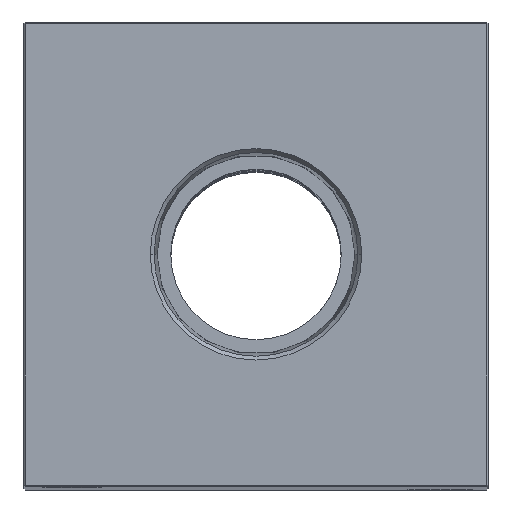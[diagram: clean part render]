
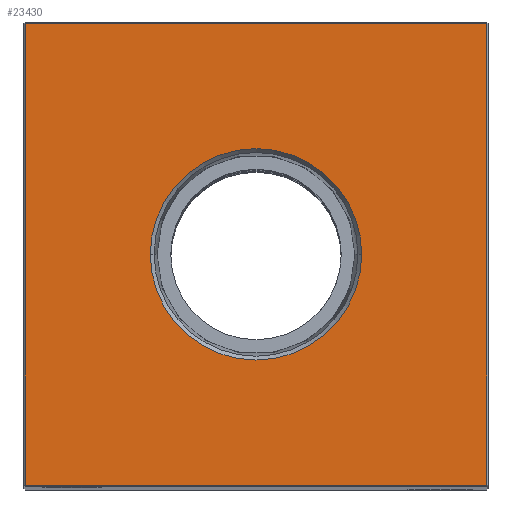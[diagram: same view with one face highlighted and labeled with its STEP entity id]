
A CAD part, top view. The second image highlights one B-rep face of the part: STEP entity #23430.
In plain terms, the highlighted planar face has unit normal (0, 0, 1).
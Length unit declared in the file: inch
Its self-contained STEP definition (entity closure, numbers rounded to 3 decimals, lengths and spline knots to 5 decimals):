
#199 = LINE ( 'NONE', #8089, #10716 ) ;
#299 = FACE_BOUND ( 'NONE', #5047, .T. ) ;
#1215 = CARTESIAN_POINT ( 'NONE',  ( 0., -1.49, 12.25 ) ) ;
#2379 = CARTESIAN_POINT ( 'NONE',  ( -1.49, 1.49, 12.25 ) ) ;
#3032 = LINE ( 'NONE', #1215, #25584 ) ;
#3686 = CARTESIAN_POINT ( 'NONE',  ( -1.49, -1.49, 12.25 ) ) ;
#4548 = ORIENTED_EDGE ( 'NONE', *, *, #8941, .F. ) ;
#4627 = EDGE_CURVE ( 'NONE', #18201, #6745, #3032, .T. ) ;
#4888 = DIRECTION ( 'NONE',  ( 1., 0., 0. ) ) ;
#4998 = EDGE_CURVE ( 'NONE', #7115, #18201, #199, .T. ) ;
#5047 = EDGE_LOOP ( 'NONE', ( #4548, #18018 ) ) ;
#5636 = DIRECTION ( 'NONE',  ( 0., -1., 0. ) ) ;
#6102 = CARTESIAN_POINT ( 'NONE',  ( 1.49, 1.49, 12.25 ) ) ;
#6624 = CARTESIAN_POINT ( 'NONE',  ( 0., 0., 12.25 ) ) ;
#6745 = VERTEX_POINT ( 'NONE', #20753 ) ;
#7115 = VERTEX_POINT ( 'NONE', #2379 ) ;
#7377 = DIRECTION ( 'NONE',  ( 0., 0., -1. ) ) ;
#7445 = EDGE_CURVE ( 'NONE', #6745, #23527, #17058, .T. ) ;
#7499 = CIRCLE ( 'NONE', #10397, 0.68248 ) ;
#8089 = CARTESIAN_POINT ( 'NONE',  ( -1.49, 0., 12.25 ) ) ;
#8187 = PLANE ( 'NONE',  #18638 ) ;
#8512 = VERTEX_POINT ( 'NONE', #15816 ) ;
#8941 = EDGE_CURVE ( 'NONE', #8512, #11365, #7499, .T. ) ;
#9013 = CIRCLE ( 'NONE', #10683, 0.68248 ) ;
#9167 = EDGE_LOOP ( 'NONE', ( #25061, #22993, #11462, #23359 ) ) ;
#9384 = CARTESIAN_POINT ( 'NONE',  ( -0.68248, 0., 12.25 ) ) ;
#10397 = AXIS2_PLACEMENT_3D ( 'NONE', #10844, #25043, #4888 ) ;
#10505 = DIRECTION ( 'NONE',  ( 0., 0., 1. ) ) ;
#10683 = AXIS2_PLACEMENT_3D ( 'NONE', #6624, #10505, #19953 ) ;
#10716 = VECTOR ( 'NONE', #5636, 39.37008 ) ;
#10844 = CARTESIAN_POINT ( 'NONE',  ( 0., 0., 12.25 ) ) ;
#11167 = DIRECTION ( 'NONE',  ( 1., 0., 0. ) ) ;
#11365 = VERTEX_POINT ( 'NONE', #9384 ) ;
#11462 = ORIENTED_EDGE ( 'NONE', *, *, #7445, .T. ) ;
#15816 = CARTESIAN_POINT ( 'NONE',  ( 0.68248, 0., 12.25 ) ) ;
#16075 = CARTESIAN_POINT ( 'NONE',  ( 0., 0., 12.25 ) ) ;
#16458 = DIRECTION ( 'NONE',  ( -1., 0., 0. ) ) ;
#16824 = DIRECTION ( 'NONE',  ( -1., 0., 0. ) ) ;
#17058 = LINE ( 'NONE', #20679, #20685 ) ;
#18010 = FACE_OUTER_BOUND ( 'NONE', #9167, .T. ) ;
#18018 = ORIENTED_EDGE ( 'NONE', *, *, #22510, .F. ) ;
#18201 = VERTEX_POINT ( 'NONE', #3686 ) ;
#18430 = EDGE_CURVE ( 'NONE', #23527, #7115, #20979, .T. ) ;
#18613 = VECTOR ( 'NONE', #16458, 39.37008 ) ;
#18638 = AXIS2_PLACEMENT_3D ( 'NONE', #16075, #7377, #16824 ) ;
#19953 = DIRECTION ( 'NONE',  ( 1., 0., 0. ) ) ;
#20679 = CARTESIAN_POINT ( 'NONE',  ( 1.49, 0., 12.25 ) ) ;
#20685 = VECTOR ( 'NONE', #24556, 39.37008 ) ;
#20753 = CARTESIAN_POINT ( 'NONE',  ( 1.49, -1.49, 12.25 ) ) ;
#20979 = LINE ( 'NONE', #22792, #18613 ) ;
#22510 = EDGE_CURVE ( 'NONE', #11365, #8512, #9013, .T. ) ;
#22792 = CARTESIAN_POINT ( 'NONE',  ( 0., 1.49, 12.25 ) ) ;
#22993 = ORIENTED_EDGE ( 'NONE', *, *, #4627, .T. ) ;
#23359 = ORIENTED_EDGE ( 'NONE', *, *, #18430, .T. ) ;
#23430 = ADVANCED_FACE ( 'NONE', ( #18010, #299 ), #8187, .F. ) ;
#23527 = VERTEX_POINT ( 'NONE', #6102 ) ;
#24556 = DIRECTION ( 'NONE',  ( 0., 1., 0. ) ) ;
#25043 = DIRECTION ( 'NONE',  ( 0., 0., 1. ) ) ;
#25061 = ORIENTED_EDGE ( 'NONE', *, *, #4998, .T. ) ;
#25584 = VECTOR ( 'NONE', #11167, 39.37008 ) ;
